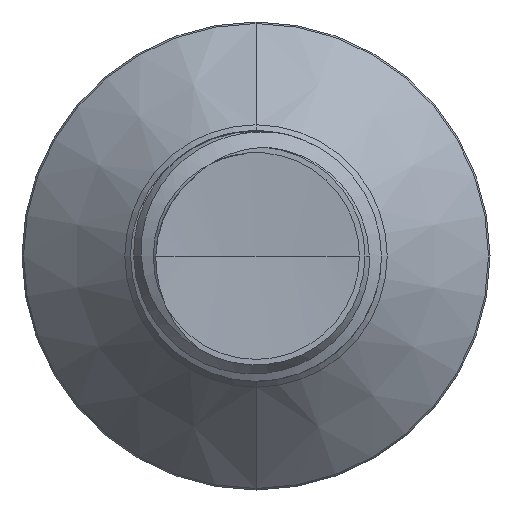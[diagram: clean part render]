
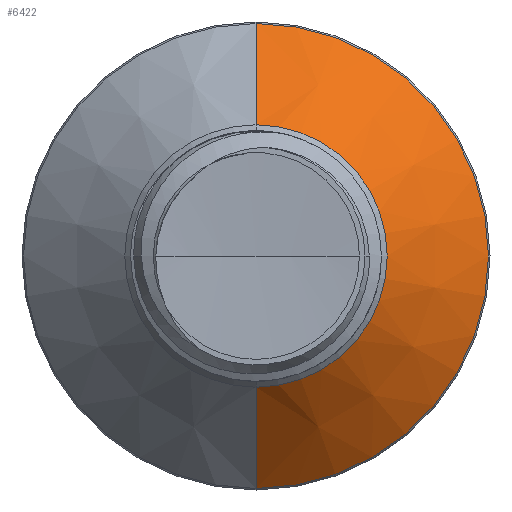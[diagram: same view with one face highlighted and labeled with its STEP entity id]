
A CAD part, front view. The second image highlights one B-rep face of the part: STEP entity #6422.
In plain terms, the highlighted conical face has half-angle 45 degrees and reference radius 1.571 mm.
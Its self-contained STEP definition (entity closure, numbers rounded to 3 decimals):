
#113 = CARTESIAN_POINT ( 'NONE',  ( 0., 2.909, -1.571 ) ) ;
#114 = DIRECTION ( 'NONE',  ( 0., 0., 1. ) ) ;
#605 = CARTESIAN_POINT ( 'NONE',  ( 0., 4.12, 0. ) ) ;
#767 = LINE ( 'NONE', #2658, #12335 ) ;
#778 = ORIENTED_EDGE ( 'NONE', *, *, #8569, .T. ) ;
#1320 = DIRECTION ( 'NONE',  ( 0., 0.707, -0.707 ) ) ;
#1423 = CARTESIAN_POINT ( 'NONE',  ( 0., 2.909, -1.571 ) ) ;
#1799 = ORIENTED_EDGE ( 'NONE', *, *, #11973, .F. ) ;
#1804 = ORIENTED_EDGE ( 'NONE', *, *, #10412, .T. ) ;
#1815 = DIRECTION ( 'NONE',  ( 0., 0., 1. ) ) ;
#2658 = CARTESIAN_POINT ( 'NONE',  ( 0., 2.909, 1.571 ) ) ;
#2784 = VERTEX_POINT ( 'NONE', #1423 ) ;
#2979 = LINE ( 'NONE', #113, #5784 ) ;
#5064 = CIRCLE ( 'NONE', #13816, 2.782 ) ;
#5716 = CARTESIAN_POINT ( 'NONE',  ( 0., 4.12, -2.782 ) ) ;
#5784 = VECTOR ( 'NONE', #1320, 1000. ) ;
#5968 = VERTEX_POINT ( 'NONE', #5716 ) ;
#6077 = CARTESIAN_POINT ( 'NONE',  ( 0., 2.909, 0. ) ) ;
#6164 = ORIENTED_EDGE ( 'NONE', *, *, #11541, .F. ) ;
#6422 = ADVANCED_FACE ( 'NONE', ( #12989 ), #9865, .T. ) ;
#6862 = DIRECTION ( 'NONE',  ( 0., 1., 0. ) ) ;
#7476 = AXIS2_PLACEMENT_3D ( 'NONE', #13166, #6862, #14321 ) ;
#7839 = VERTEX_POINT ( 'NONE', #9144 ) ;
#8569 = EDGE_CURVE ( 'NONE', #13690, #2784, #13141, .T. ) ;
#8711 = DIRECTION ( 'NONE',  ( 0., 1., 0. ) ) ;
#9144 = CARTESIAN_POINT ( 'NONE',  ( 0., 4.12, 2.782 ) ) ;
#9308 = CARTESIAN_POINT ( 'NONE',  ( 0., 2.909, 1.571 ) ) ;
#9865 = CONICAL_SURFACE ( 'NONE', #11577, 1.571, 0.785 ) ;
#10253 = DIRECTION ( 'NONE',  ( 0., 1., 0. ) ) ;
#10412 = EDGE_CURVE ( 'NONE', #2784, #5968, #2979, .T. ) ;
#10494 = DIRECTION ( 'NONE',  ( 0., 0.707, 0.707 ) ) ;
#11541 = EDGE_CURVE ( 'NONE', #7839, #5968, #5064, .T. ) ;
#11577 = AXIS2_PLACEMENT_3D ( 'NONE', #6077, #10253, #114 ) ;
#11973 = EDGE_CURVE ( 'NONE', #13690, #7839, #767, .T. ) ;
#12335 = VECTOR ( 'NONE', #10494, 1000. ) ;
#12989 = FACE_OUTER_BOUND ( 'NONE', #14194, .T. ) ;
#13141 = CIRCLE ( 'NONE', #7476, 1.571 ) ;
#13166 = CARTESIAN_POINT ( 'NONE',  ( 0., 2.909, 0. ) ) ;
#13690 = VERTEX_POINT ( 'NONE', #9308 ) ;
#13816 = AXIS2_PLACEMENT_3D ( 'NONE', #605, #8711, #1815 ) ;
#14194 = EDGE_LOOP ( 'NONE', ( #778, #1804, #6164, #1799 ) ) ;
#14321 = DIRECTION ( 'NONE',  ( 0., 0., 1. ) ) ;
